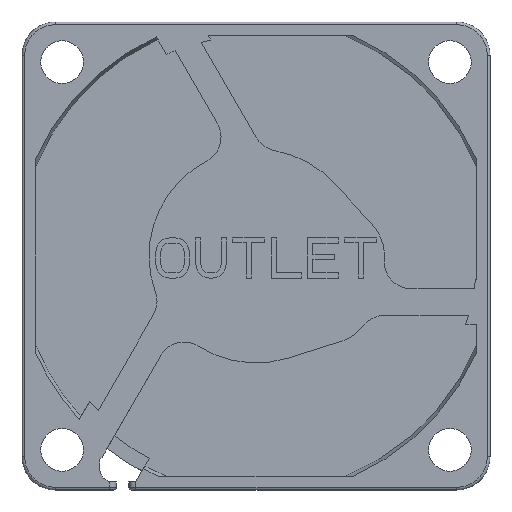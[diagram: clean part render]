
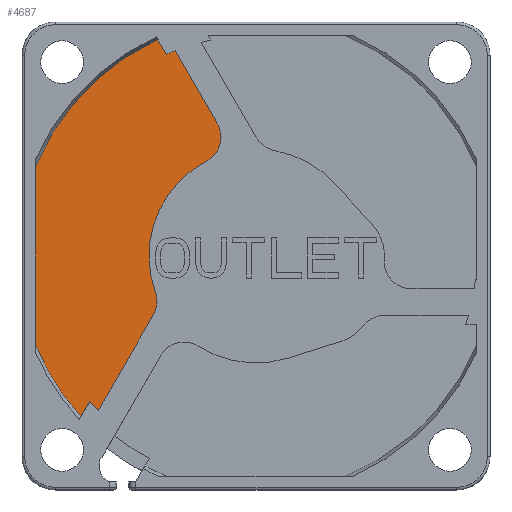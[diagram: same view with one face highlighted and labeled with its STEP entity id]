
A CAD part, front view. The second image highlights one B-rep face of the part: STEP entity #4687.
In plain terms, the highlighted planar face has unit normal (0, -1, 0).
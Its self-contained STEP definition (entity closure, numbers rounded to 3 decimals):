
#33=DIRECTION('',(-0.5,0.,-0.866));
#34=VECTOR('',#33,1.342);
#35=CARTESIAN_POINT('',(-12.432,-4.4,-10.849));
#36=LINE('',#35,#34);
#37=DIRECTION('',(0.,0.,1.));
#38=VECTOR('',#37,13.221);
#39=CARTESIAN_POINT('',(-16.5,-4.4,-6.611));
#40=LINE('',#39,#38);
#41=DIRECTION('',(0.5,0.,-0.866));
#42=VECTOR('',#41,1.282);
#43=CARTESIAN_POINT('',(-7.337,-4.4,16.19));
#44=LINE('',#43,#42);
#83=CARTESIAN_POINT('',(0.,-4.4,0.));
#84=DIRECTION('',(0.,-1.,0.));
#85=DIRECTION('',(-0.366,0.,0.93));
#86=AXIS2_PLACEMENT_3D('',#83,#84,#85);
#152=CARTESIAN_POINT('',(0.,-4.4,0.));
#153=DIRECTION('',(0.,-1.,0.));
#154=DIRECTION('',(-0.753,0.,-0.658));
#155=AXIS2_PLACEMENT_3D('',#152,#153,#154);
#191=DIRECTION('',(-0.5,0.,-0.866));
#192=VECTOR('',#191,8.242);
#193=CARTESIAN_POINT('',(-7.671,-4.4,-4.403));
#194=LINE('',#193,#192);
#195=CARTESIAN_POINT('',(-9.403,-4.4,-3.403));
#196=DIRECTION('',(0.,1.,0.));
#197=DIRECTION('',(0.94,0.,0.34));
#198=AXIS2_PLACEMENT_3D('',#195,#196,#197);
#208=CARTESIAN_POINT('',(0.,-4.4,0.));
#209=DIRECTION('',(0.,-1.,0.));
#210=DIRECTION('',(-0.461,0.,0.887));
#211=AXIS2_PLACEMENT_3D('',#208,#209,#210);
#213=CARTESIAN_POINT('',(-4.613,-4.4,8.873));
#214=DIRECTION('',(0.,-1.,0.));
#215=DIRECTION('',(0.461,0.,-0.887));
#216=AXIS2_PLACEMENT_3D('',#213,#214,#215);
#226=DIRECTION('',(0.5,0.,-0.866));
#227=VECTOR('',#226,6.328);
#228=CARTESIAN_POINT('',(-6.045,-4.4,15.353));
#229=LINE('',#228,#227);
#2632=CARTESIAN_POINT('',(0.,-4.4,0.));
#2633=DIRECTION('',(0.,1.,0.));
#2634=DIRECTION('',(-0.737,0.,-0.676));
#2635=AXIS2_PLACEMENT_3D('',#2632,#2633,#2634);
#2653=CARTESIAN_POINT('',(0.,-4.4,0.));
#2654=DIRECTION('',(0.,1.,0.));
#2655=DIRECTION('',(-0.928,0.,0.372));
#2656=AXIS2_PLACEMENT_3D('',#2653,#2654,#2655);
#3927=CARTESIAN_POINT('',(-12.432,-4.4,-10.849));
#3928=CARTESIAN_POINT('',(-11.792,-4.4,-11.541));
#3929=VERTEX_POINT('',#3927);
#3930=VERTEX_POINT('',#3928);
#3951=CARTESIAN_POINT('',(-3.69,-4.4,7.098));
#3952=CARTESIAN_POINT('',(-7.522,-4.4,-2.723));
#3953=VERTEX_POINT('',#3951);
#3954=VERTEX_POINT('',#3952);
#3961=CARTESIAN_POINT('',(-7.671,-4.4,-4.403));
#3962=VERTEX_POINT('',#3961);
#3963=CARTESIAN_POINT('',(-6.045,-4.4,15.353));
#3964=CARTESIAN_POINT('',(-2.881,-4.4,9.873));
#3965=VERTEX_POINT('',#3963);
#3966=VERTEX_POINT('',#3964);
#3971=CARTESIAN_POINT('',(-6.696,-4.4,15.08));
#3972=VERTEX_POINT('',#3971);
#3991=CARTESIAN_POINT('',(-16.5,-4.4,6.611));
#3992=CARTESIAN_POINT('',(-7.337,-4.4,16.19));
#3993=VERTEX_POINT('',#3991);
#3994=VERTEX_POINT('',#3992);
#3995=CARTESIAN_POINT('',(-13.103,-4.4,-12.011));
#3996=CARTESIAN_POINT('',(-16.5,-4.4,-6.611));
#3997=VERTEX_POINT('',#3995);
#3998=VERTEX_POINT('',#3996);
#4656=CARTESIAN_POINT('',(0.,-4.4,0.));
#4657=DIRECTION('',(0.,1.,0.));
#4658=DIRECTION('',(-1.,0.,0.));
#4659=AXIS2_PLACEMENT_3D('',#4656,#4657,#4658);
#4660=PLANE('',#4659);
#4662=ORIENTED_EDGE('',*,*,#4661,.T.);
#4664=ORIENTED_EDGE('',*,*,#4663,.T.);
#4666=ORIENTED_EDGE('',*,*,#4665,.T.);
#4668=ORIENTED_EDGE('',*,*,#4667,.T.);
#4670=ORIENTED_EDGE('',*,*,#4669,.T.);
#4672=ORIENTED_EDGE('',*,*,#4671,.F.);
#4674=ORIENTED_EDGE('',*,*,#4673,.T.);
#4676=ORIENTED_EDGE('',*,*,#4675,.F.);
#4678=ORIENTED_EDGE('',*,*,#4677,.T.);
#4680=ORIENTED_EDGE('',*,*,#4679,.T.);
#4682=ORIENTED_EDGE('',*,*,#4681,.T.);
#4684=ORIENTED_EDGE('',*,*,#4683,.F.);
#4685=EDGE_LOOP('',(#4662,#4664,#4666,#4668,#4670,#4672,#4674,#4676,#4678,#4680,
#4682,#4684));
#4686=FACE_OUTER_BOUND('',#4685,.F.);
#4687=ADVANCED_FACE('',(#4686),#4660,.F.);
#87=CIRCLE('',#86,16.5);
#156=CIRCLE('',#155,16.5);
#199=CIRCLE('',#198,2.);
#212=CIRCLE('',#211,8.);
#217=CIRCLE('',#216,2.);
#2636=CIRCLE('',#2635,17.775);
#2657=CIRCLE('',#2656,17.775);
#4661=EDGE_CURVE('',#3929,#3997,#36,.T.);
#4663=EDGE_CURVE('',#3997,#3998,#2636,.T.);
#4665=EDGE_CURVE('',#3998,#3993,#40,.T.);
#4667=EDGE_CURVE('',#3993,#3994,#2657,.T.);
#4669=EDGE_CURVE('',#3994,#3972,#44,.T.);
#4671=EDGE_CURVE('',#3965,#3972,#87,.T.);
#4673=EDGE_CURVE('',#3965,#3966,#229,.T.);
#4675=EDGE_CURVE('',#3953,#3966,#217,.T.);
#4677=EDGE_CURVE('',#3953,#3954,#212,.T.);
#4679=EDGE_CURVE('',#3954,#3962,#199,.T.);
#4681=EDGE_CURVE('',#3962,#3930,#194,.T.);
#4683=EDGE_CURVE('',#3929,#3930,#156,.T.);
